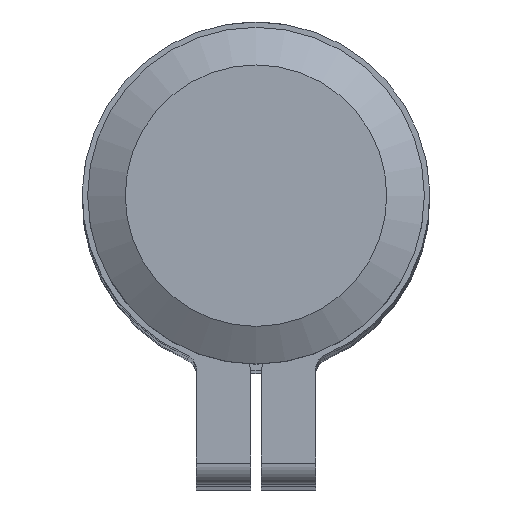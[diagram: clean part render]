
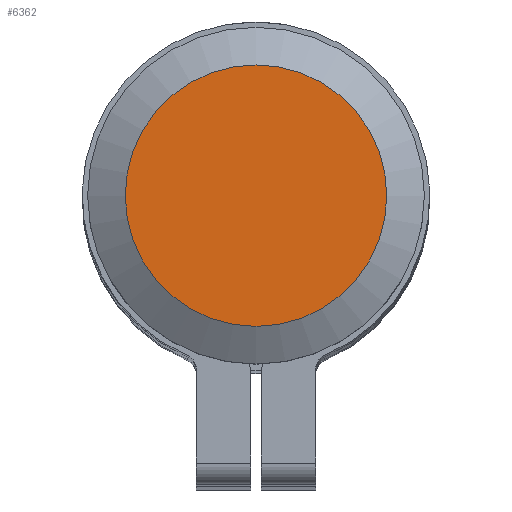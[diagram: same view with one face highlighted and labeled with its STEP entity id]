
A CAD part, top view. The second image highlights one B-rep face of the part: STEP entity #6362.
In plain terms, the highlighted face is planar.
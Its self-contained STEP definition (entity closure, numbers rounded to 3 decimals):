
#317=PLANE('',#6848);
#602=FACE_OUTER_BOUND('',#971,.T.);
#971=EDGE_LOOP('',(#4441));
#2577=CIRCLE('',#6847,6.018);
#2810=VERTEX_POINT('',#9508);
#3460=EDGE_CURVE('',#2810,#2810,#2577,.T.);
#4441=ORIENTED_EDGE('',*,*,#3460,.T.);
#6362=ADVANCED_FACE('',(#602),#317,.T.);
#6847=AXIS2_PLACEMENT_3D('',#9509,#7548,#7549);
#6848=AXIS2_PLACEMENT_3D('',#9511,#7551,#7552);
#7548=DIRECTION('center_axis',(0.,-1.,0.));
#7549=DIRECTION('ref_axis',(1.,0.,0.));
#7551=DIRECTION('center_axis',(0.,-1.,0.));
#7552=DIRECTION('ref_axis',(0.,0.,-1.));
#9508=CARTESIAN_POINT('',(-6.018,0.,0.));
#9509=CARTESIAN_POINT('Origin',(0.,0.,0.));
#9511=CARTESIAN_POINT('Origin',(3.009,0.,0.));
